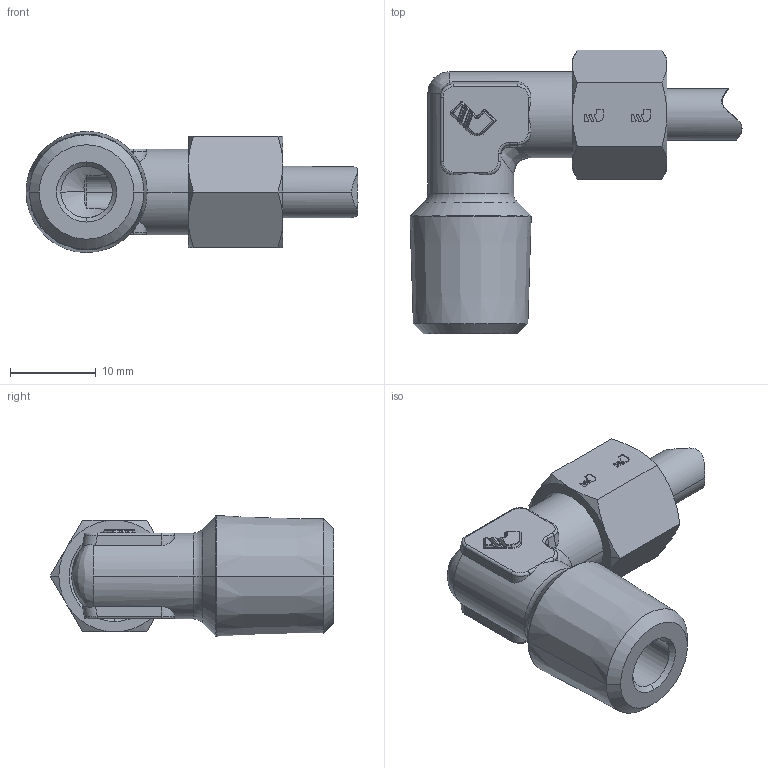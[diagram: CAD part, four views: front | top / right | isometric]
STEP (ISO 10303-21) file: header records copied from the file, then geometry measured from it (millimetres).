
FILE_DESCRIPTION(('STEP AP214'),'1');
FILE_NAME('1809_06_14.stp','2016-07-07T14:32:39',('TraceParts'),('TraceParts S.A.'),'Spatial InterOp 3D',' ',' ');
FILE_SCHEMA(('automotive_design'));
Length unit declared in the file: millimetre
Products named in the file (4): Solide1; Solide2; Solide3; Solide4
Bounding box: 38.64 x 33.01 x 14.11 mm (x, y, z)
Volume: 4805.3 mm3; surface area: 4348.4 mm2
Topology: 4 solids, 4 shells, 433 faces, 1107 edges, 692 vertices
Faces by surface type: plane 205, cylinder 126, cone 48, bspline 24, torus 18, sphere 12
Entity records: 18701 total; most frequent: CARTESIAN_POINT 4767, ORIENTED_EDGE 2214, DIRECTION 2126, EDGE_CURVE 1107, AXIS2_PLACEMENT_3D 720, VERTEX_POINT 692, LINE 686, VECTOR 686
